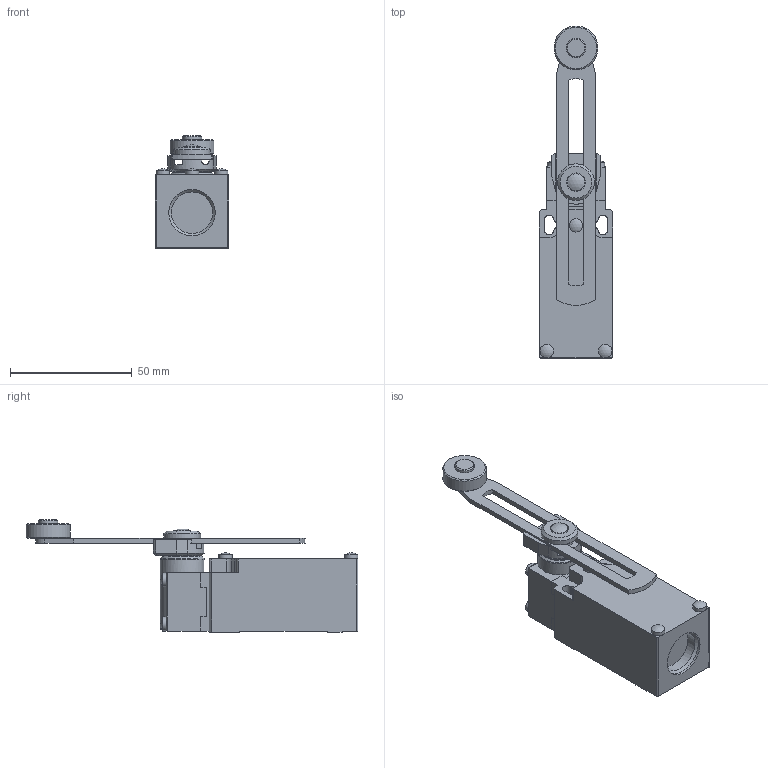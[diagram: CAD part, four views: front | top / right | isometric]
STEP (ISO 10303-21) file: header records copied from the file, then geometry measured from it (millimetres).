
FILE_DESCRIPTION(/* description */ ('STEP AP203'),/* implementation_level */ '2;1');
FILE_NAME(/* name */ 'AM1F53Z11',/* time_stamp */ '2025-05-29T08:58:02+02:00',/* author */ ('License CC BY-ND 4.0'),/* organization */ ('CADENAS'),/* preprocessor_version */ 'ST-DEVELOPER v19.3',/* originating_system */ 'PARTsolutions',/* authorisation */ ' ');
FILE_SCHEMA (('CONFIG_CONTROL_DESIGN'));
Length unit declared in the file: millimetre
Products named in the file (6): AM1F53Z11; AM1F53Z11_PART1; AM1F53Z11_PART2; AM1F53Z11_PART3; AM1F53Z11_PART4; AM1F53Z11_PART5
Assembly tree (5 placements, depth 2):
  AM1F53Z11
    AM1F53Z11_PART1
    AM1F53Z11_PART2
    AM1F53Z11_PART3
    AM1F53Z11_PART4
    AM1F53Z11_PART5
Bounding box: 30.3 x 136 x 46 mm (x, y, z)
Volume: 69506.2 mm3; surface area: 19913.2 mm2
Topology: 5 solids, 5 shells, 220 faces, 562 edges, 361 vertices
Faces by surface type: plane 140, cylinder 60, cone 8, sphere 8, torus 4
Full cylindrical faces by diameter (mm): 5.5 x3, 5.6 x4, 6 x2, 7 x1, 7.6 x1, 8 x1, 11 x2, 15 x2, 17 x1, 18 x2, 19 x1
Entity records: 6514 total; most frequent: CARTESIAN_POINT 1146, DIRECTION 1098, ORIENTED_EDGE 1034, EDGE_CURVE 517, AXIS2_PLACEMENT_3D 370, LINE 358, VECTOR 358, VERTEX_POINT 348
